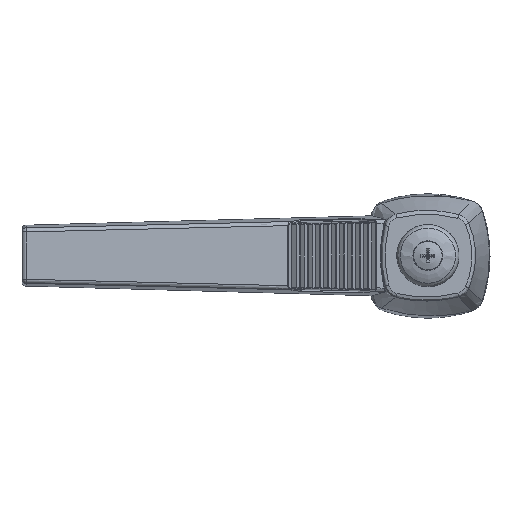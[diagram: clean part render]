
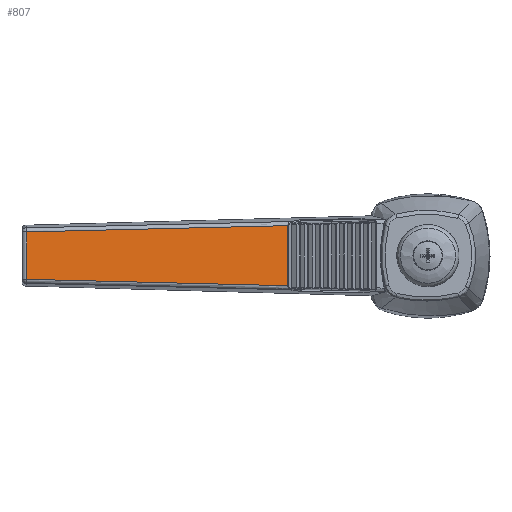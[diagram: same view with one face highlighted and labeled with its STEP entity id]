
A CAD part, top view. The second image highlights one B-rep face of the part: STEP entity #807.
In plain terms, the highlighted planar face has unit normal (0.167, 0, 0.986).
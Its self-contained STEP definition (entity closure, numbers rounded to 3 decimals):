
#807 = ADVANCED_FACE( '', ( #1741 ), #1742, .T. );
#1741 = FACE_OUTER_BOUND( '', #6778, .T. );
#1742 = PLANE( '', #6779 );
#6778 = EDGE_LOOP( '', ( #11227, #11228, #11229, #11230 ) );
#6779 = AXIS2_PLACEMENT_3D( '', #11231, #11232, #11233 );
#11227 = ORIENTED_EDGE( '', *, *, #12626, .T. );
#11228 = ORIENTED_EDGE( '', *, *, #12163, .T. );
#11229 = ORIENTED_EDGE( '', *, *, #12700, .T. );
#11230 = ORIENTED_EDGE( '', *, *, #12283, .T. );
#11231 = CARTESIAN_POINT( '', ( -7.346, 9., 38.229 ) );
#11232 = DIRECTION( '', ( 0.167, 0., 0.986 ) );
#11233 = DIRECTION( '', ( 0.986, 0., -0.167 ) );
#12163 = EDGE_CURVE( '', #13356, #13361, #13363, .T. );
#12283 = EDGE_CURVE( '', #13552, #13550, #13553, .F. );
#12626 = EDGE_CURVE( '', #13550, #13356, #14039, .T. );
#12700 = EDGE_CURVE( '', #13361, #13552, #14137, .T. );
#13356 = VERTEX_POINT( '', #15353 );
#13361 = VERTEX_POINT( '', #15359 );
#13363 = LINE( '', #15361, #15362 );
#13550 = VERTEX_POINT( '', #15947 );
#13552 = VERTEX_POINT( '', #15949 );
#13553 = LINE( '', #15950, #15951 );
#14039 = B_SPLINE_CURVE_WITH_KNOTS( '', 3, ( #17233, #17234, #17235, #17236, #17237, #17238, #17239, #17240 ), .UNSPECIFIED., .F., .F., ( 4, 2, 2, 4 ), ( 0., 0.016, 0.033, 0.066 ), .UNSPECIFIED. );
#14137 = B_SPLINE_CURVE_WITH_KNOTS( '', 3, ( #17556, #17557, #17558, #17559, #17560, #17561, #17562, #17563 ), .UNSPECIFIED., .F., .F., ( 4, 2, 2, 4 ), ( 0., 0.033, 0.049, 0.066 ), .UNSPECIFIED. );
#15353 = CARTESIAN_POINT( '', ( -34.597, -7.427, 42.85 ) );
#15359 = CARTESIAN_POINT( '', ( -34.597, 7.427, 42.85 ) );
#15361 = CARTESIAN_POINT( '', ( -34.597, 9., 42.85 ) );
#15362 = VECTOR( '', #18854, 1000. );
#15947 = CARTESIAN_POINT( '', ( -99.183, -5.857, 53.802 ) );
#15949 = CARTESIAN_POINT( '', ( -99.183, 5.857, 53.802 ) );
#15950 = CARTESIAN_POINT( '', ( -99.183, -6.7, 53.802 ) );
#15951 = VECTOR( '', #19009, 1000. );
#17233 = CARTESIAN_POINT( '', ( -99.183, -5.857, 53.802 ) );
#17234 = CARTESIAN_POINT( '', ( -93.801, -5.986, 52.889 ) );
#17235 = CARTESIAN_POINT( '', ( -88.418, -6.116, 51.977 ) );
#17236 = CARTESIAN_POINT( '', ( -77.654, -6.377, 50.151 ) );
#17237 = CARTESIAN_POINT( '', ( -72.272, -6.508, 49.239 ) );
#17238 = CARTESIAN_POINT( '', ( -56.125, -6.901, 46.501 ) );
#17239 = CARTESIAN_POINT( '', ( -45.361, -7.163, 44.675 ) );
#17240 = CARTESIAN_POINT( '', ( -34.597, -7.427, 42.85 ) );
#17556 = CARTESIAN_POINT( '', ( -34.597, 7.427, 42.85 ) );
#17557 = CARTESIAN_POINT( '', ( -45.361, 7.163, 44.675 ) );
#17558 = CARTESIAN_POINT( '', ( -56.125, 6.901, 46.501 ) );
#17559 = CARTESIAN_POINT( '', ( -72.272, 6.508, 49.239 ) );
#17560 = CARTESIAN_POINT( '', ( -77.654, 6.377, 50.151 ) );
#17561 = CARTESIAN_POINT( '', ( -88.418, 6.116, 51.977 ) );
#17562 = CARTESIAN_POINT( '', ( -93.801, 5.986, 52.889 ) );
#17563 = CARTESIAN_POINT( '', ( -99.183, 5.857, 53.802 ) );
#18854 = DIRECTION( '', ( 0., 1., 0. ) );
#19009 = DIRECTION( '', ( 0., 1., 0. ) );
